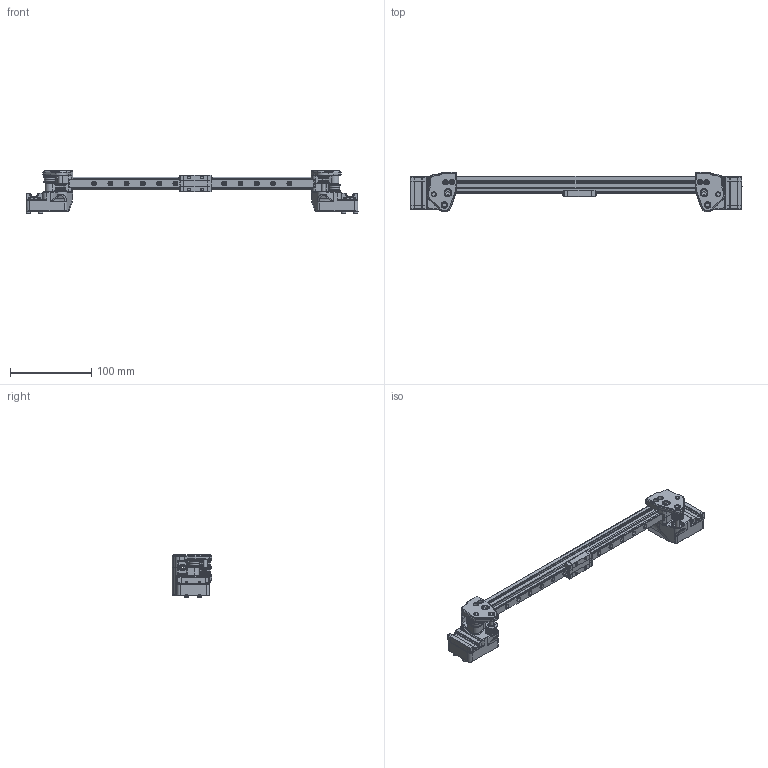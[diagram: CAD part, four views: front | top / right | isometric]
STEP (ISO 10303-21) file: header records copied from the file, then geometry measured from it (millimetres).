
FILE_DESCRIPTION(/* description */ ('STEP AP242','CAx-IF Rec.Pracs.---Representation and Presentation of Product Manufacturing Information (PMI)---4.0---2014-10-13','CAx-IF Rec.Pracs.---3D Tessellated Geometry---0.4---2014-09-14','2;1'),/* implementation_level */ '2;1');
FILE_NAME(/* name */ '63891811a9e9550685e2b414',/* time_stamp */ '2022-12-01T21:09:41+00:00',/* author */ (''),/* organization */ (''),/* preprocessor_version */ 'ST-DEVELOPER v18.102',/* originating_system */ ' ',/* authorisation */ ' ');
FILE_SCHEMA (('AP242_MANAGED_MODEL_BASED_3D_ENGINEERING_MIM_LF { 1 0 10303 442 1 1 4 }'));
Products named in the file (65): id2; id5; id8; id11; id14; id17; id20; id23; v1_MGN9-H; v1_MGN9_250; HFS3-1515-330; XY Joint - Left v3; XY Joint - Right v1; 5x40 Pin (1); 5x40 Pin; MGN9H - Carriage (6) (1); MGN9H - Carriage (5) (1); MGN9H - Carriage (4) (1); MGN9H - Carriage (1) (1); MGN9H - Carriage (9); F695 ZZ (1)_1; F695 ZZ (1); M5x40 SHCS (2); GT2 20T Idler Gates v2; M3x20 SHCS (2)_1; M5x40 SHCS (2)_1; M5 1mm Spacer (1)_1; GT2 20T Idler v3 (2); M3x20 SHCS (2)_3; M3x20 SHCS (2)_2; M3x20 SHCS (2); M5 Hex Nut; M5 1mm Spacer (1); MGN9H - Carriage (8) (1); MGN9H - Carriage (7) (1); MGN9H - Carriage (2) (1); MGN9H - Carriage (3) (1)
Bounding box: 408.1 x 49.02 x 53.2 mm (x, y, z)
Volume: 198045.2 mm3; surface area: 113816.8 mm2
Topology: 65 solids, 66 shells, 2254 faces, 5635 edges, 3570 vertices
Faces by surface type: plane 1307, cylinder 602, cone 211, bspline 61, torus 59, sphere 14
Full cylindrical faces by diameter (mm): 1.288 x10, 1.5 x4, 2.5 x2, 2.603 x8, 3 x22, 3.2 x2, 3.3 x4, 3.4 x12, 3.5 x13, 4.2 x2, 5 x18, 5.2 x6, 5.4 x9, 5.5 x6, 5.75 x4, 5.8 x8, 6 x13, 6.2 x2, 6.5 x8, 7.2 x2, 8 x4, 8.2 x8, 8.5 x2, 9 x14, 10 x5, 11.5 x8, 13 x4, 13.15 x4, 15 x8, 15.15 x4
Entity records: 67611 total; most frequent: CARTESIAN_POINT 13366, DIRECTION 11148, ORIENTED_EDGE 10332, EDGE_CURVE 5166, AXIS2_PLACEMENT_3D 3990, VERTEX_POINT 3485, LINE 3168, VECTOR 3168
